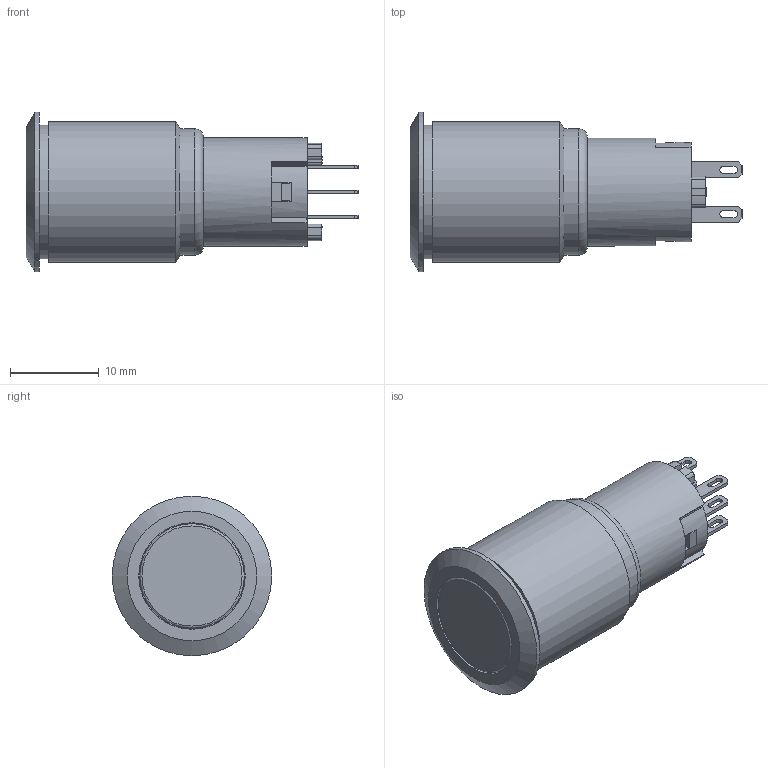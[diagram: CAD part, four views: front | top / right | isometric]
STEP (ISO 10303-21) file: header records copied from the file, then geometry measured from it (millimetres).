
FILE_DESCRIPTION((' '),'2;1');
FILE_NAME('PV3F2H0xx.stp','2017-08-03T10:19:16',(' '),(' '),' ','ACIS',' ');
FILE_SCHEMA(('CONFIG_CONTROL_DESIGN'));
Length unit declared in the file: inch
Products named in the file (3): PV3F2H0xx.stp; Body1; Body2
Assembly tree (2 placements, depth 2):
  PV3F2H0xx.stp
    Body1
    Body2
Bounding box: 37.45 x 18 x 18 mm (x, y, z)
Volume: 3254.5 mm3; surface area: 3362.6 mm2
Topology: 2 solids, 2 shells, 370 faces, 985 edges, 649 vertices
Faces by surface type: plane 249, bspline 68, cylinder 48, torus 3, cone 2
Full cylindrical faces by diameter (mm): 11 x1, 11.8 x1, 12 x1, 12.2 x1, 14.3 x1, 15.1 x1, 15.9 x1, 18 x1
Entity records: 12199 total; most frequent: CARTESIAN_POINT 2984, ORIENTED_EDGE 1936, DIRECTION 1569, EDGE_CURVE 968, VECTOR 709, LINE 709, VERTEX_POINT 645, EDGE_LOOP 433
